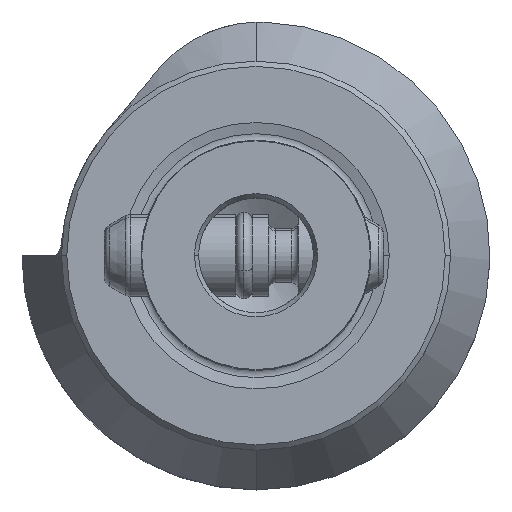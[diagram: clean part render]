
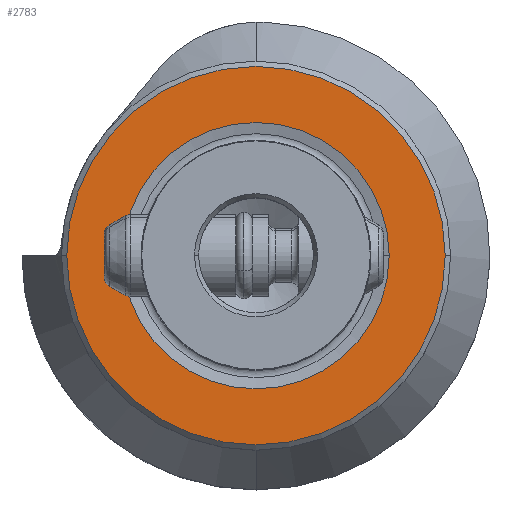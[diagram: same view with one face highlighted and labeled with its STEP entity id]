
A CAD part, top view. The second image highlights one B-rep face of the part: STEP entity #2783.
In plain terms, the highlighted planar face has unit normal (0, 0, 1).
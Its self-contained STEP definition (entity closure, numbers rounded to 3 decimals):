
#1059=EDGE_CURVE('NONE',#2151,#2439,#3056,.T.);
#1381=VERTEX_POINT('NONE',#3411);
#1825=EDGE_CURVE('NONE',#2439,#2151,#3900,.T.);
#2129=EDGE_CURVE('NONE',#2829,#1381,#4237,.T.);
#2151=VERTEX_POINT('NONE',#4261);
#2439=VERTEX_POINT('NONE',#4580);
#2783=ADVANCED_FACE('NONE',(#4963,#4964),#4965,.T.);
#2829=VERTEX_POINT('NONE',#5015);
#2971=EDGE_CURVE('NONE',#1381,#2829,#5174,.T.);
#3056=CIRCLE('',#5270,11.525);
#3411=CARTESIAN_POINT('',(8.112,0.,0.0));
#3900=CIRCLE('',#6688,11.525);
#4237=CIRCLE('',#7202,8.112);
#4261=CARTESIAN_POINT('',(-11.525,0.,0.0));
#4580=CARTESIAN_POINT('',(11.525,0.,0.0));
#4963=FACE_OUTER_BOUND('',#8319,.T.);
#4964=FACE_BOUND('',#8320,.T.);
#4965=PLANE('',#8321);
#5015=CARTESIAN_POINT('',(-8.112,0.,0.0));
#5174=CIRCLE('',#8686,8.112);
#5270=AXIS2_PLACEMENT_3D('',#8776,#8777,#8778);
#6688=AXIS2_PLACEMENT_3D('',#9808,#9809,#9810);
#7202=AXIS2_PLACEMENT_3D('',#10191,#10192,#10193);
#8319=EDGE_LOOP('',(#11117,#11118));
#8320=EDGE_LOOP('',(#11119,#11120));
#8321=AXIS2_PLACEMENT_3D('',#11121,#11122,#11123);
#8686=AXIS2_PLACEMENT_3D('',#11379,#11380,#11381);
#8776=CARTESIAN_POINT('',(0.0,0.0,0.0));
#8777=DIRECTION('',(0.0,0.0,-1.0));
#8778=DIRECTION('',(0.0,1.0,0.0));
#9808=CARTESIAN_POINT('',(0.0,0.0,0.0));
#9809=DIRECTION('',(0.0,0.0,-1.0));
#9810=DIRECTION('',(0.0,1.0,0.0));
#10191=CARTESIAN_POINT('',(0.0,0.0,0.0));
#10192=DIRECTION('',(0.0,-0.0,1.0));
#10193=DIRECTION('',(0.0,1.0,0.0));
#11117=ORIENTED_EDGE('',*,*,#1059,.F.);
#11118=ORIENTED_EDGE('',*,*,#1825,.F.);
#11119=ORIENTED_EDGE('',*,*,#2971,.F.);
#11120=ORIENTED_EDGE('',*,*,#2129,.F.);
#11121=CARTESIAN_POINT('',(-7.0,0.0,0.0));
#11122=DIRECTION('',(-0.0,0.0,1.0));
#11123=DIRECTION('',(0.0,1.0,0.0));
#11379=CARTESIAN_POINT('',(0.0,0.0,0.0));
#11380=DIRECTION('',(0.0,-0.0,1.0));
#11381=DIRECTION('',(0.0,1.0,0.0));
